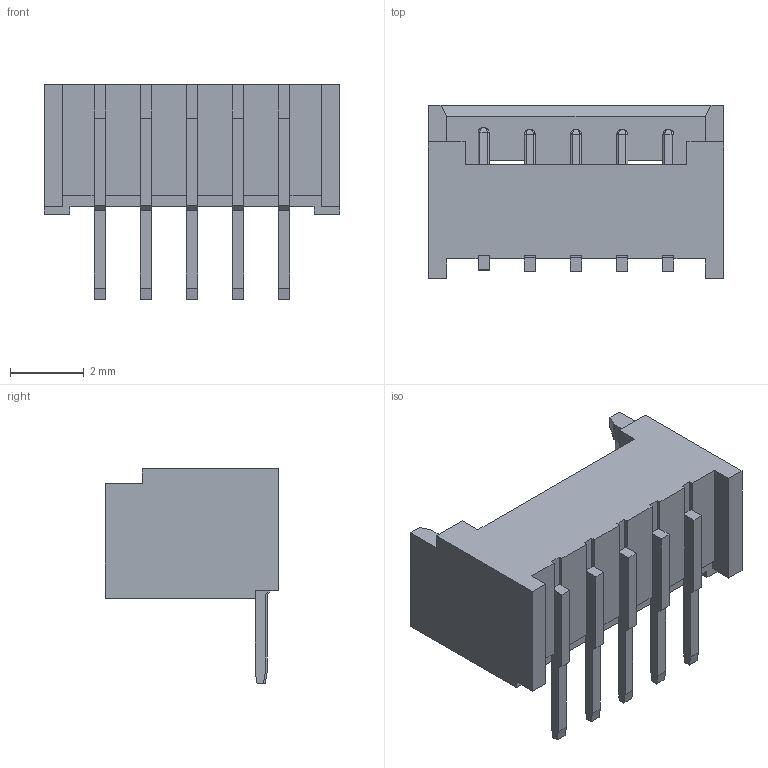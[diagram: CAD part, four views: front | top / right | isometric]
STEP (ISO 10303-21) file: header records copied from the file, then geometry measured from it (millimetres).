
FILE_DESCRIPTION(/* description */ ('Unknown'),/* implementation_level */ '2;1');
FILE_NAME(/* name */ 'J_Wurth_WR-WTB_653005117322',/* time_stamp */ '2025-05-29T17:49:34+08:00',/* author */ ('Unknown'),/* organization */ ('Unknown'),/* preprocessor_version */ 'ST-DEVELOPER v19.4',/* originating_system */ 'Solid Edge',/* authorisation */ 'Unknown');
FILE_SCHEMA (('AUTOMOTIVE_DESIGN {1 0 10303 214 3 1 1}'));
Length unit declared in the file: millimetre
Products named in the file (2): J_Wurth_WR-WTB_653005117322
Assembly tree (1 placements, depth 2):
  J_Wurth_WR-WTB_653005117322
    J_Wurth_WR-WTB_653005117322
Bounding box: 8 x 4.7 x 5.8 mm (x, y, z)
Volume: 57.3 mm3; surface area: 244.5 mm2
Topology: 1 solids, 1 shells, 268 faces, 711 edges, 430 vertices
Faces by surface type: plane 188, cylinder 40, torus 20, bspline 20
Entity records: 10066 total; most frequent: CARTESIAN_POINT 1731, ORIENTED_EDGE 1382, DIRECTION 1251, EDGE_CURVE 691, LINE 551, VECTOR 551, VERTEX_POINT 430, AXIS2_PLACEMENT_3D 350
